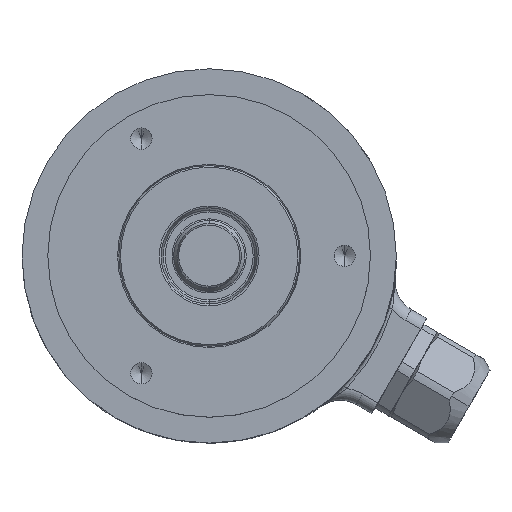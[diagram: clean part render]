
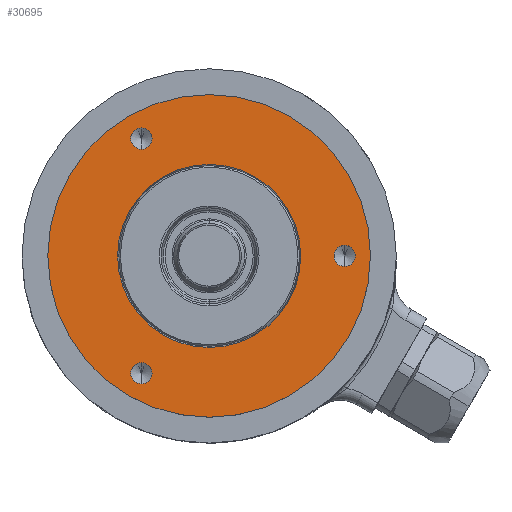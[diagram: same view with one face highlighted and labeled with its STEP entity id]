
A CAD part, top view. The second image highlights one B-rep face of the part: STEP entity #30695.
In plain terms, the highlighted planar face has unit normal (0, 0, 1).
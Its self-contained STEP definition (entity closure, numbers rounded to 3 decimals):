
#4451=CARTESIAN_POINT('',(0.,0.,27.));
#4452=DIRECTION('',(0.,0.,-1.));
#4453=DIRECTION('',(0.,1.,0.));
#4454=AXIS2_PLACEMENT_3D('',#4451,#4452,#4453);
#4456=CARTESIAN_POINT('',(0.,0.,27.));
#4457=DIRECTION('',(0.,0.,-1.));
#4458=DIRECTION('',(0.,-1.,0.));
#4459=AXIS2_PLACEMENT_3D('',#4456,#4457,#4458);
#4461=CARTESIAN_POINT('',(21.,0.,27.));
#4462=DIRECTION('',(0.,0.,1.));
#4463=DIRECTION('',(0.,-1.,0.));
#4464=AXIS2_PLACEMENT_3D('',#4461,#4462,#4463);
#4466=CARTESIAN_POINT('',(21.,0.,27.));
#4467=DIRECTION('',(0.,0.,1.));
#4468=DIRECTION('',(0.,1.,0.));
#4469=AXIS2_PLACEMENT_3D('',#4466,#4467,#4468);
#4471=CARTESIAN_POINT('',(-10.5,-18.187,27.));
#4472=DIRECTION('',(0.,0.,1.));
#4473=DIRECTION('',(0.,-1.,0.));
#4474=AXIS2_PLACEMENT_3D('',#4471,#4472,#4473);
#4476=CARTESIAN_POINT('',(-10.5,-18.187,27.));
#4477=DIRECTION('',(0.,0.,1.));
#4478=DIRECTION('',(0.,1.,0.));
#4479=AXIS2_PLACEMENT_3D('',#4476,#4477,#4478);
#4481=CARTESIAN_POINT('',(-10.5,18.187,27.));
#4482=DIRECTION('',(0.,0.,1.));
#4483=DIRECTION('',(0.,-1.,0.));
#4484=AXIS2_PLACEMENT_3D('',#4481,#4482,#4483);
#4486=CARTESIAN_POINT('',(-10.5,18.187,27.));
#4487=DIRECTION('',(0.,0.,1.));
#4488=DIRECTION('',(0.,1.,0.));
#4489=AXIS2_PLACEMENT_3D('',#4486,#4487,#4488);
#4496=CARTESIAN_POINT('',(0.,0.,27.));
#4497=DIRECTION('',(0.,0.,-1.));
#4498=DIRECTION('',(-1.,0.,0.));
#4499=AXIS2_PLACEMENT_3D('',#4496,#4497,#4498);
#4514=CARTESIAN_POINT('',(0.,0.,27.));
#4515=DIRECTION('',(0.,0.,-1.));
#4516=DIRECTION('',(1.,0.,0.));
#4517=AXIS2_PLACEMENT_3D('',#4514,#4515,#4516);
#21615=CARTESIAN_POINT('',(0.,25.,27.));
#21616=CARTESIAN_POINT('',(0.,-25.,27.));
#21617=VERTEX_POINT('',#21615);
#21618=VERTEX_POINT('',#21616);
#21845=CARTESIAN_POINT('',(14.188,0.,27.));
#21846=CARTESIAN_POINT('',(-14.188,0.,27.));
#21847=VERTEX_POINT('',#21845);
#21848=VERTEX_POINT('',#21846);
#22074=CARTESIAN_POINT('',(21.,-1.65,27.));
#22075=CARTESIAN_POINT('',(21.,1.65,27.));
#22076=VERTEX_POINT('',#22074);
#22077=VERTEX_POINT('',#22075);
#22084=CARTESIAN_POINT('',(-10.5,-19.837,27.));
#22085=CARTESIAN_POINT('',(-10.5,-16.537,27.));
#22086=VERTEX_POINT('',#22084);
#22087=VERTEX_POINT('',#22085);
#22094=CARTESIAN_POINT('',(-10.5,16.537,27.));
#22095=CARTESIAN_POINT('',(-10.5,19.837,27.));
#22096=VERTEX_POINT('',#22094);
#22097=VERTEX_POINT('',#22095);
#30661=CARTESIAN_POINT('',(0.,0.,27.));
#30662=DIRECTION('',(0.,0.,1.));
#30663=DIRECTION('',(1.,0.,0.));
#30664=AXIS2_PLACEMENT_3D('',#30661,#30662,#30663);
#30665=PLANE('',#30664);
#30667=ORIENTED_EDGE('',*,*,#30666,.T.);
#30668=ORIENTED_EDGE('',*,*,#30651,.T.);
#30669=EDGE_LOOP('',(#30667,#30668));
#30670=FACE_OUTER_BOUND('',#30669,.F.);
#30672=ORIENTED_EDGE('',*,*,#30671,.F.);
#30674=ORIENTED_EDGE('',*,*,#30673,.F.);
#30675=EDGE_LOOP('',(#30672,#30674));
#30676=FACE_BOUND('',#30675,.F.);
#30678=ORIENTED_EDGE('',*,*,#30677,.T.);
#30680=ORIENTED_EDGE('',*,*,#30679,.T.);
#30681=EDGE_LOOP('',(#30678,#30680));
#30682=FACE_BOUND('',#30681,.F.);
#30684=ORIENTED_EDGE('',*,*,#30683,.T.);
#30686=ORIENTED_EDGE('',*,*,#30685,.T.);
#30687=EDGE_LOOP('',(#30684,#30686));
#30688=FACE_BOUND('',#30687,.F.);
#30690=ORIENTED_EDGE('',*,*,#30689,.T.);
#30692=ORIENTED_EDGE('',*,*,#30691,.T.);
#30693=EDGE_LOOP('',(#30690,#30692));
#30694=FACE_BOUND('',#30693,.F.);
#4455=CIRCLE('',#4454,25.);
#4460=CIRCLE('',#4459,25.);
#4465=CIRCLE('',#4464,1.65);
#4470=CIRCLE('',#4469,1.65);
#4475=CIRCLE('',#4474,1.65);
#4480=CIRCLE('',#4479,1.65);
#4485=CIRCLE('',#4484,1.65);
#4490=CIRCLE('',#4489,1.65);
#4500=CIRCLE('',#4499,14.188);
#4518=CIRCLE('',#4517,14.188);
#30651=EDGE_CURVE('',#21618,#21617,#4460,.T.);
#30666=EDGE_CURVE('',#21617,#21618,#4455,.T.);
#30671=EDGE_CURVE('',#21848,#21847,#4500,.T.);
#30673=EDGE_CURVE('',#21847,#21848,#4518,.T.);
#30677=EDGE_CURVE('',#22076,#22077,#4465,.T.);
#30679=EDGE_CURVE('',#22077,#22076,#4470,.T.);
#30683=EDGE_CURVE('',#22086,#22087,#4475,.T.);
#30685=EDGE_CURVE('',#22087,#22086,#4480,.T.);
#30689=EDGE_CURVE('',#22096,#22097,#4485,.T.);
#30691=EDGE_CURVE('',#22097,#22096,#4490,.T.);
#30695=ADVANCED_FACE('',(#30670,#30676,#30682,#30688,#30694),#30665,.T.);
